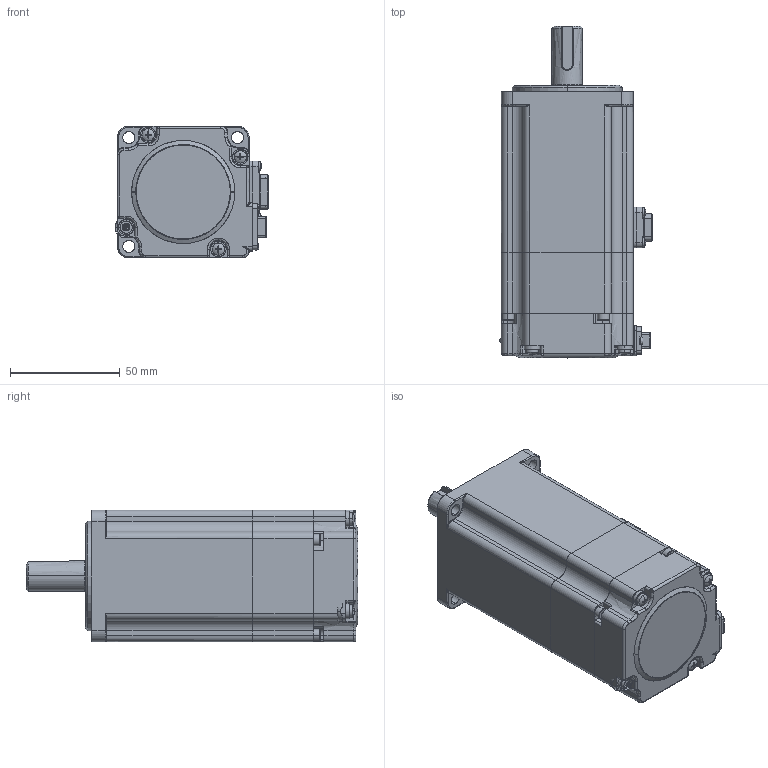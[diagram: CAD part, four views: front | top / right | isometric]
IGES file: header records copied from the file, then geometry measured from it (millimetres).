
Start section: SolidWorks IGES file using analytic representation for surfaces
Global section: file name: MS6H-60TH30BZ3-20P4.IGS; native system: SolidWorks 2022; preprocessor: SolidWorks 2022; author: zhaoxiaojian; date: 240116.083057; units: millimetre
Bounding box: 69.62 x 151.15 x 60 mm (x, y, z)
Surface area: 42080.5 mm2 (no closed solid volume)
Topology: 0 solids, 0 shells, 748 faces, 8032 edges, 8014 vertices
Faces by surface type: bspline 450, revolution 298
